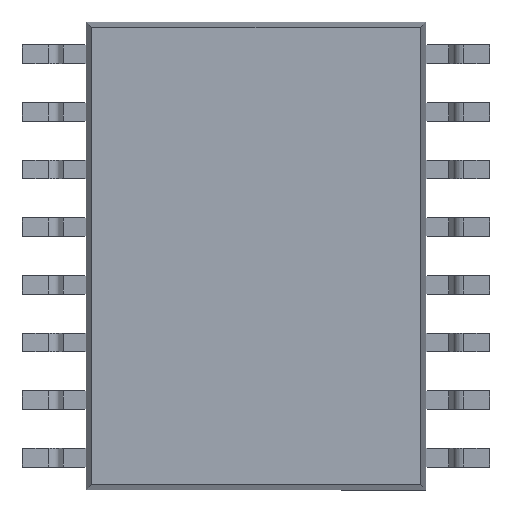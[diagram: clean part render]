
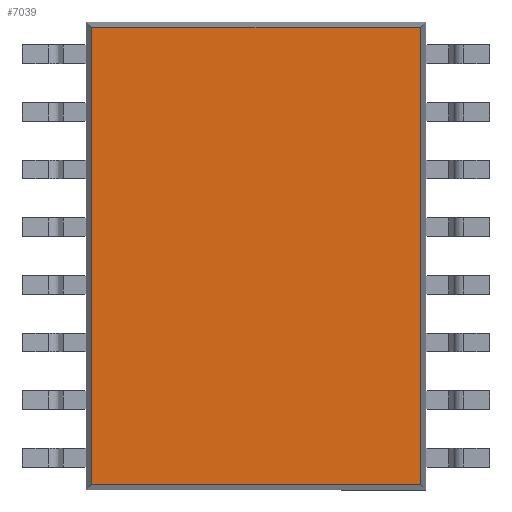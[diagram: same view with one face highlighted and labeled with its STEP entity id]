
A CAD part, front view. The second image highlights one B-rep face of the part: STEP entity #7039.
In plain terms, the highlighted planar face has unit normal (0, -1, 0).
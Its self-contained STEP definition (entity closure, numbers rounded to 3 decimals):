
#19 = LINE ( 'NONE', #4123, #6156 ) ;
#276 = EDGE_CURVE ( 'NONE', #4110, #4570, #4216, .T. ) ;
#676 = ORIENTED_EDGE ( 'NONE', *, *, #276, .T. ) ;
#1126 = CARTESIAN_POINT ( 'NONE',  ( 3.615, 0.3, 5.025 ) ) ;
#1207 = DIRECTION ( 'NONE',  ( 0., 0., 1. ) ) ;
#1628 = VERTEX_POINT ( 'NONE', #2424 ) ;
#1789 = DIRECTION ( 'NONE',  ( 1., 0., 0. ) ) ;
#1838 = CARTESIAN_POINT ( 'NONE',  ( -3.615, 0.3, 5.155 ) ) ;
#1887 = EDGE_CURVE ( 'NONE', #1628, #2277, #19, .T. ) ;
#2081 = AXIS2_PLACEMENT_3D ( 'NONE', #4105, #2345, #6503 ) ;
#2277 = VERTEX_POINT ( 'NONE', #1126 ) ;
#2345 = DIRECTION ( 'NONE',  ( 0., -1., 0. ) ) ;
#2352 = CARTESIAN_POINT ( 'NONE',  ( -3.615, 0.3, -5.025 ) ) ;
#2424 = CARTESIAN_POINT ( 'NONE',  ( 3.615, 0.3, -5.025 ) ) ;
#2678 = DIRECTION ( 'NONE',  ( -1., 0., 0. ) ) ;
#3009 = CARTESIAN_POINT ( 'NONE',  ( -3.615, 0.3, 5.025 ) ) ;
#3307 = ORIENTED_EDGE ( 'NONE', *, *, #1887, .T. ) ;
#4093 = LINE ( 'NONE', #6487, #7306 ) ;
#4105 = CARTESIAN_POINT ( 'NONE',  ( 0., 0.3, 0. ) ) ;
#4110 = VERTEX_POINT ( 'NONE', #3009 ) ;
#4123 = CARTESIAN_POINT ( 'NONE',  ( 3.615, 0.3, -5.155 ) ) ;
#4197 = EDGE_LOOP ( 'NONE', ( #6681, #3307, #4250, #676 ) ) ;
#4216 = LINE ( 'NONE', #1838, #7448 ) ;
#4250 = ORIENTED_EDGE ( 'NONE', *, *, #5397, .T. ) ;
#4295 = DIRECTION ( 'NONE',  ( 0., 0., -1. ) ) ;
#4353 = VECTOR ( 'NONE', #2678, 1000. ) ;
#4570 = VERTEX_POINT ( 'NONE', #2352 ) ;
#4728 = FACE_OUTER_BOUND ( 'NONE', #4197, .T. ) ;
#5212 = EDGE_CURVE ( 'NONE', #4570, #1628, #4093, .T. ) ;
#5380 = PLANE ( 'NONE',  #2081 ) ;
#5397 = EDGE_CURVE ( 'NONE', #2277, #4110, #6733, .T. ) ;
#6156 = VECTOR ( 'NONE', #1207, 1000. ) ;
#6303 = CARTESIAN_POINT ( 'NONE',  ( 3.745, 0.3, 5.025 ) ) ;
#6487 = CARTESIAN_POINT ( 'NONE',  ( -3.745, 0.3, -5.025 ) ) ;
#6503 = DIRECTION ( 'NONE',  ( 0., 0., -1. ) ) ;
#6681 = ORIENTED_EDGE ( 'NONE', *, *, #5212, .T. ) ;
#6733 = LINE ( 'NONE', #6303, #4353 ) ;
#7039 = ADVANCED_FACE ( 'NONE', ( #4728 ), #5380, .T. ) ;
#7306 = VECTOR ( 'NONE', #1789, 1000. ) ;
#7448 = VECTOR ( 'NONE', #4295, 1000. ) ;
